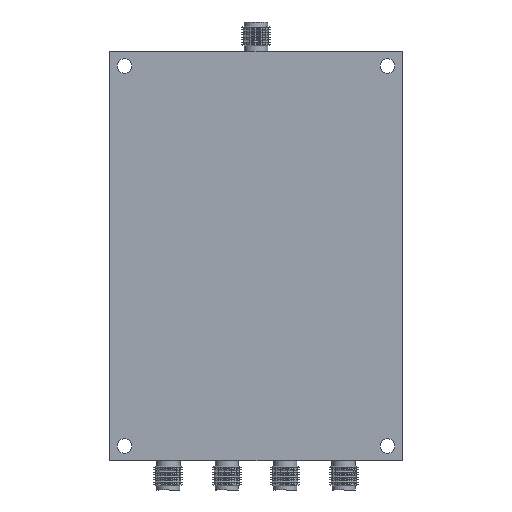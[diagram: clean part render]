
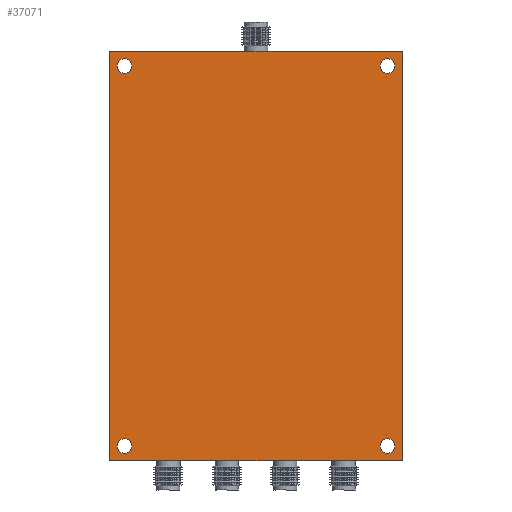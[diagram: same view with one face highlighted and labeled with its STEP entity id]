
A CAD part, front view. The second image highlights one B-rep face of the part: STEP entity #37071.
In plain terms, the highlighted planar face has unit normal (0, -1, 0).
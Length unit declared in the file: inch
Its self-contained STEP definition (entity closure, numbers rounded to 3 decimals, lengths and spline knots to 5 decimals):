
#446 = ORIENTED_EDGE ( 'NONE', *, *, #17943, .F. ) ;
#1297 = DIRECTION ( 'NONE',  ( 0., 1., 0. ) ) ;
#1878 = DIRECTION ( 'NONE',  ( 0., 1., 0. ) ) ;
#1999 = DIRECTION ( 'NONE',  ( 0., 1., 0. ) ) ;
#2630 = EDGE_LOOP ( 'NONE', ( #11725, #446, #36452, #41292 ) ) ;
#2646 = VECTOR ( 'NONE', #38224, 39.37008 ) ;
#2664 = ORIENTED_EDGE ( 'NONE', *, *, #6693, .T. ) ;
#2937 = DIRECTION ( 'NONE',  ( 0., 0., 1. ) ) ;
#3581 = CIRCLE ( 'NONE', #26339, 0.0625 ) ;
#3632 = VERTEX_POINT ( 'NONE', #27109 ) ;
#3950 = VERTEX_POINT ( 'NONE', #4551 ) ;
#4138 = DIRECTION ( 'NONE',  ( 0., 0., 1. ) ) ;
#4256 = CIRCLE ( 'NONE', #18745, 0.0625 ) ;
#4441 = AXIS2_PLACEMENT_3D ( 'NONE', #39279, #19690, #26006 ) ;
#4471 = VECTOR ( 'NONE', #19745, 39.37008 ) ;
#4516 = VERTEX_POINT ( 'NONE', #29306 ) ;
#4551 = CARTESIAN_POINT ( 'NONE',  ( -4.63364, -0.20057, 1.30366 ) ) ;
#5108 = CARTESIAN_POINT ( 'NONE',  ( -2.38364, -0.20057, 4.61616 ) ) ;
#6262 = CIRCLE ( 'NONE', #8352, 0.0625 ) ;
#6581 = VERTEX_POINT ( 'NONE', #22891 ) ;
#6693 = EDGE_CURVE ( 'NONE', #3950, #3632, #6262, .T. ) ;
#8094 = DIRECTION ( 'NONE',  ( 0., 0., 1. ) ) ;
#8218 = DIRECTION ( 'NONE',  ( 0., -1., 0. ) ) ;
#8352 = AXIS2_PLACEMENT_3D ( 'NONE', #30815, #1297, #27629 ) ;
#8436 = CARTESIAN_POINT ( 'NONE',  ( -2.38364, -0.20057, 4.67866 ) ) ;
#8577 = CARTESIAN_POINT ( 'NONE',  ( -2.25864, -0.20057, 1.24116 ) ) ;
#8650 = CARTESIAN_POINT ( 'NONE',  ( -2.25864, -0.20057, 4.74116 ) ) ;
#8921 = ORIENTED_EDGE ( 'NONE', *, *, #38508, .T. ) ;
#9064 = FACE_BOUND ( 'NONE', #28567, .T. ) ;
#9881 = LINE ( 'NONE', #23018, #4471 ) ;
#9901 = CIRCLE ( 'NONE', #4441, 0.0625 ) ;
#9902 = VERTEX_POINT ( 'NONE', #8436 ) ;
#9967 = AXIS2_PLACEMENT_3D ( 'NONE', #22979, #22121, #2937 ) ;
#11413 = FACE_BOUND ( 'NONE', #18139, .T. ) ;
#11725 = ORIENTED_EDGE ( 'NONE', *, *, #42597, .F. ) ;
#11924 = CARTESIAN_POINT ( 'NONE',  ( -2.38364, -0.20057, 4.61616 ) ) ;
#12492 = DIRECTION ( 'NONE',  ( 1., 0., 0. ) ) ;
#12505 = EDGE_CURVE ( 'NONE', #22009, #41922, #26270, .T. ) ;
#12595 = VECTOR ( 'NONE', #12492, 39.37008 ) ;
#12662 = CARTESIAN_POINT ( 'NONE',  ( -2.38364, -0.20057, 1.42866 ) ) ;
#12916 = VERTEX_POINT ( 'NONE', #12662 ) ;
#14627 = EDGE_CURVE ( 'NONE', #16944, #12916, #3581, .T. ) ;
#14873 = FACE_BOUND ( 'NONE', #15362, .T. ) ;
#15362 = EDGE_LOOP ( 'NONE', ( #28428, #2664 ) ) ;
#15550 = EDGE_CURVE ( 'NONE', #4516, #27836, #37359, .T. ) ;
#16004 = EDGE_CURVE ( 'NONE', #3632, #3950, #38811, .T. ) ;
#16101 = ORIENTED_EDGE ( 'NONE', *, *, #15550, .T. ) ;
#16522 = DIRECTION ( 'NONE',  ( 0., 0., -1. ) ) ;
#16845 = CIRCLE ( 'NONE', #40933, 0.0625 ) ;
#16944 = VERTEX_POINT ( 'NONE', #39930 ) ;
#17943 = EDGE_CURVE ( 'NONE', #41922, #6581, #24694, .T. ) ;
#18139 = EDGE_LOOP ( 'NONE', ( #21758, #16101 ) ) ;
#18720 = FACE_BOUND ( 'NONE', #40778, .T. ) ;
#18724 = LINE ( 'NONE', #41983, #12595 ) ;
#18745 = AXIS2_PLACEMENT_3D ( 'NONE', #11924, #31736, #18777 ) ;
#18777 = DIRECTION ( 'NONE',  ( 0., 0., 1. ) ) ;
#19690 = DIRECTION ( 'NONE',  ( 0., 1., 0. ) ) ;
#19745 = DIRECTION ( 'NONE',  ( 0., 0., 1. ) ) ;
#19947 = ORIENTED_EDGE ( 'NONE', *, *, #14627, .T. ) ;
#20501 = CARTESIAN_POINT ( 'NONE',  ( -4.63364, -0.20057, 4.61616 ) ) ;
#20737 = DIRECTION ( 'NONE',  ( 0., 1., 0. ) ) ;
#20786 = CARTESIAN_POINT ( 'NONE',  ( -4.63364, -0.20057, 4.67866 ) ) ;
#21185 = AXIS2_PLACEMENT_3D ( 'NONE', #5108, #1878, #42146 ) ;
#21758 = ORIENTED_EDGE ( 'NONE', *, *, #25532, .T. ) ;
#21761 = FACE_OUTER_BOUND ( 'NONE', #2630, .T. ) ;
#22009 = VERTEX_POINT ( 'NONE', #8650 ) ;
#22121 = DIRECTION ( 'NONE',  ( 0., 1., 0. ) ) ;
#22260 = CARTESIAN_POINT ( 'NONE',  ( -2.38364, -0.20057, 1.36616 ) ) ;
#22891 = CARTESIAN_POINT ( 'NONE',  ( -4.75864, -0.20057, 1.24116 ) ) ;
#22979 = CARTESIAN_POINT ( 'NONE',  ( -4.63364, -0.20057, 1.36616 ) ) ;
#23018 = CARTESIAN_POINT ( 'NONE',  ( -4.75864, -0.20057, 4.74116 ) ) ;
#24694 = LINE ( 'NONE', #37786, #2646 ) ;
#24815 = VECTOR ( 'NONE', #16522, 39.37008 ) ;
#25343 = EDGE_CURVE ( 'NONE', #12916, #16944, #9901, .T. ) ;
#25432 = CARTESIAN_POINT ( 'NONE',  ( -4.75864, -0.20057, 4.74116 ) ) ;
#25532 = EDGE_CURVE ( 'NONE', #27836, #4516, #16845, .T. ) ;
#26006 = DIRECTION ( 'NONE',  ( 0., 0., 1. ) ) ;
#26270 = LINE ( 'NONE', #33332, #24815 ) ;
#26339 = AXIS2_PLACEMENT_3D ( 'NONE', #22260, #1999, #31758 ) ;
#26646 = CARTESIAN_POINT ( 'NONE',  ( -2.38364, -0.20057, 4.55366 ) ) ;
#27109 = CARTESIAN_POINT ( 'NONE',  ( -4.63364, -0.20057, 1.42866 ) ) ;
#27629 = DIRECTION ( 'NONE',  ( 0., 0., 1. ) ) ;
#27836 = VERTEX_POINT ( 'NONE', #20786 ) ;
#28428 = ORIENTED_EDGE ( 'NONE', *, *, #16004, .T. ) ;
#28567 = EDGE_LOOP ( 'NONE', ( #36085, #19947 ) ) ;
#29306 = CARTESIAN_POINT ( 'NONE',  ( -4.63364, -0.20057, 4.55366 ) ) ;
#30815 = CARTESIAN_POINT ( 'NONE',  ( -4.63364, -0.20057, 1.36616 ) ) ;
#31192 = ORIENTED_EDGE ( 'NONE', *, *, #33738, .T. ) ;
#31736 = DIRECTION ( 'NONE',  ( 0., 1., 0. ) ) ;
#31758 = DIRECTION ( 'NONE',  ( 0., 0., 1. ) ) ;
#31885 = PLANE ( 'NONE',  #38208 ) ;
#33230 = VERTEX_POINT ( 'NONE', #26646 ) ;
#33332 = CARTESIAN_POINT ( 'NONE',  ( -2.25864, -0.20057, 4.74116 ) ) ;
#33679 = CARTESIAN_POINT ( 'NONE',  ( -4.63364, -0.20057, 4.61616 ) ) ;
#33738 = EDGE_CURVE ( 'NONE', #9902, #33230, #4256, .T. ) ;
#36085 = ORIENTED_EDGE ( 'NONE', *, *, #25343, .T. ) ;
#36452 = ORIENTED_EDGE ( 'NONE', *, *, #12505, .F. ) ;
#36975 = CIRCLE ( 'NONE', #21185, 0.0625 ) ;
#37071 = ADVANCED_FACE ( 'NONE', ( #14873, #11413, #18720, #9064, #21761 ), #31885, .T. ) ;
#37359 = CIRCLE ( 'NONE', #40822, 0.0625 ) ;
#37786 = CARTESIAN_POINT ( 'NONE',  ( -4.75864, -0.20057, 1.24116 ) ) ;
#37861 = DIRECTION ( 'NONE',  ( 0., 0., -1. ) ) ;
#38208 = AXIS2_PLACEMENT_3D ( 'NONE', #25432, #8218, #37861 ) ;
#38224 = DIRECTION ( 'NONE',  ( -1., 0., 0. ) ) ;
#38508 = EDGE_CURVE ( 'NONE', #33230, #9902, #36975, .T. ) ;
#38553 = CARTESIAN_POINT ( 'NONE',  ( -4.75864, -0.20057, 4.74116 ) ) ;
#38811 = CIRCLE ( 'NONE', #9967, 0.0625 ) ;
#39279 = CARTESIAN_POINT ( 'NONE',  ( -2.38364, -0.20057, 1.36616 ) ) ;
#39930 = CARTESIAN_POINT ( 'NONE',  ( -2.38364, -0.20057, 1.30366 ) ) ;
#40482 = EDGE_CURVE ( 'NONE', #42571, #22009, #18724, .T. ) ;
#40535 = DIRECTION ( 'NONE',  ( 0., 1., 0. ) ) ;
#40778 = EDGE_LOOP ( 'NONE', ( #31192, #8921 ) ) ;
#40822 = AXIS2_PLACEMENT_3D ( 'NONE', #20501, #40535, #8094 ) ;
#40933 = AXIS2_PLACEMENT_3D ( 'NONE', #33679, #20737, #4138 ) ;
#41292 = ORIENTED_EDGE ( 'NONE', *, *, #40482, .F. ) ;
#41922 = VERTEX_POINT ( 'NONE', #8577 ) ;
#41983 = CARTESIAN_POINT ( 'NONE',  ( -4.75864, -0.20057, 4.74116 ) ) ;
#42146 = DIRECTION ( 'NONE',  ( 0., 0., 1. ) ) ;
#42571 = VERTEX_POINT ( 'NONE', #38553 ) ;
#42597 = EDGE_CURVE ( 'NONE', #6581, #42571, #9881, .T. ) ;
